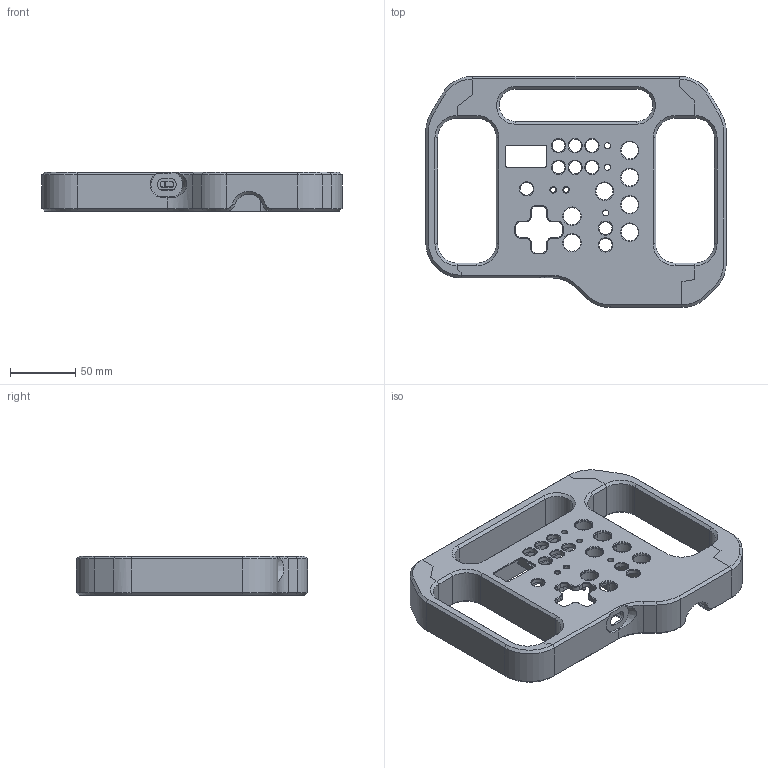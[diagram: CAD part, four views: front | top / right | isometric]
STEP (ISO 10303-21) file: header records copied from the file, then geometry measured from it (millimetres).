
FILE_DESCRIPTION(('FreeCAD Model'),'2;1');
FILE_NAME('Open CASCADE Shape Model','2025-08-29T10:37:42',(''),(''), 'Open CASCADE STEP processor 7.8','FreeCAD','Unknown');
FILE_SCHEMA(('AUTOMOTIVE_DESIGN { 1 0 10303 214 1 1 1 1 }'));
Length unit declared in the file: millimetre
Products named in the file (1): UnionFuzzy
Bounding box: 230 x 177 x 30.5 mm (x, y, z)
Volume: 358884.7 mm3; surface area: 113730.6 mm2
Topology: 1 solids, 1 shells, 554 faces, 1475 edges, 944 vertices
Faces by surface type: plane 270, cylinder 200, cone 82, bspline 1, extrusion 1
Full cylindrical faces by diameter (mm): 2.3 x7, 4 x6, 4.6 x3, 6 x1, 7 x3, 10 x9, 13.1 x7, 14.2 x2, 20 x5
Entity records: 18188 total; most frequent: CARTESIAN_POINT 3867, DIRECTION 3078, ORIENTED_EDGE 2948, EDGE_CURVE 1474, AXIS2_PLACEMENT_3D 1077, VERTEX_POINT 944, VECTOR 924, LINE 923
